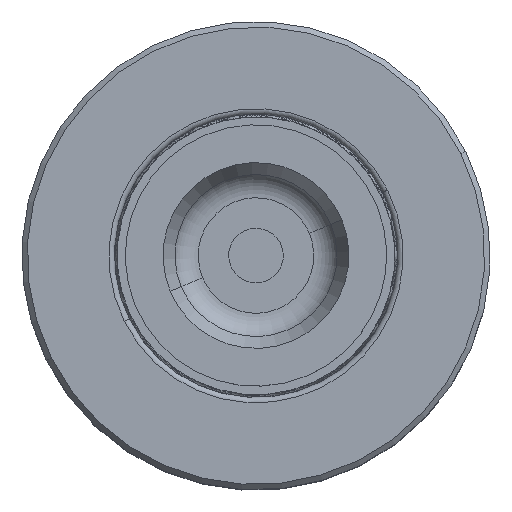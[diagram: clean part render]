
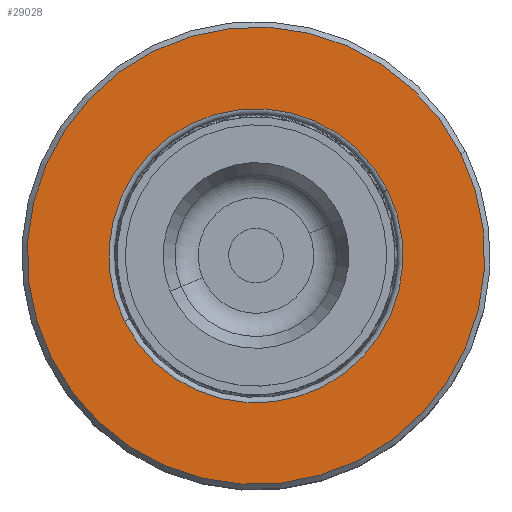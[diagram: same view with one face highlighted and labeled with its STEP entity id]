
A CAD part, top view. The second image highlights one B-rep face of the part: STEP entity #29028.
In plain terms, the highlighted face is planar.
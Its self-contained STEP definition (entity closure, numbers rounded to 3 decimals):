
#1873 = ORIENTED_EDGE ( 'NONE', *, *, #14955, .F. ) ;
#2126 = EDGE_CURVE ( 'NONE', #34987, #35318, #34663, .T. ) ;
#2417 = CIRCLE ( 'NONE', #13097, 13.5 ) ;
#3002 = DIRECTION ( 'NONE',  ( 0., 1., 0. ) ) ;
#4373 = CIRCLE ( 'NONE', #38213, 21. ) ;
#4569 = AXIS2_PLACEMENT_3D ( 'NONE', #37261, #12349, #21724 ) ;
#4930 = CARTESIAN_POINT ( 'NONE',  ( 0., 15.687, 0. ) ) ;
#5418 = CIRCLE ( 'NONE', #4569, 21. ) ;
#6297 = CARTESIAN_POINT ( 'NONE',  ( 0., 15.687, 0. ) ) ;
#8222 = VERTEX_POINT ( 'NONE', #39274 ) ;
#8897 = CARTESIAN_POINT ( 'NONE',  ( 21., 15.687, 0. ) ) ;
#9130 = EDGE_LOOP ( 'NONE', ( #15265, #12481 ) ) ;
#10566 = CARTESIAN_POINT ( 'NONE',  ( 0., 15.687, 21. ) ) ;
#10792 = FACE_BOUND ( 'NONE', #9130, .T. ) ;
#12349 = DIRECTION ( 'NONE',  ( 0., -1., 0. ) ) ;
#12481 = ORIENTED_EDGE ( 'NONE', *, *, #2126, .T. ) ;
#13097 = AXIS2_PLACEMENT_3D ( 'NONE', #6297, #21817, #21544 ) ;
#14187 = DIRECTION ( 'NONE',  ( 0., -1., 0. ) ) ;
#14955 = EDGE_CURVE ( 'NONE', #8222, #25476, #5418, .T. ) ;
#15265 = ORIENTED_EDGE ( 'NONE', *, *, #35106, .T. ) ;
#16557 = ORIENTED_EDGE ( 'NONE', *, *, #35408, .F. ) ;
#17049 = DIRECTION ( 'NONE',  ( 0., 0., -1. ) ) ;
#18088 = DIRECTION ( 'NONE',  ( 0., 0., 1. ) ) ;
#19747 = AXIS2_PLACEMENT_3D ( 'NONE', #8897, #3002, #18088 ) ;
#21005 = CARTESIAN_POINT ( 'NONE',  ( 0., 15.687, 13.5 ) ) ;
#21544 = DIRECTION ( 'NONE',  ( 0., 0., -1. ) ) ;
#21724 = DIRECTION ( 'NONE',  ( 0., 0., -1. ) ) ;
#21817 = DIRECTION ( 'NONE',  ( 0., -1., 0. ) ) ;
#23581 = EDGE_LOOP ( 'NONE', ( #1873, #16557 ) ) ;
#25476 = VERTEX_POINT ( 'NONE', #10566 ) ;
#29028 = ADVANCED_FACE ( 'NONE', ( #10792, #30133 ), #30776, .T. ) ;
#29160 = AXIS2_PLACEMENT_3D ( 'NONE', #38694, #35056, #17049 ) ;
#30133 = FACE_OUTER_BOUND ( 'NONE', #23581, .T. ) ;
#30776 = PLANE ( 'NONE',  #19747 ) ;
#32438 = DIRECTION ( 'NONE',  ( 0., 0., -1. ) ) ;
#34663 = CIRCLE ( 'NONE', #29160, 13.5 ) ;
#34987 = VERTEX_POINT ( 'NONE', #21005 ) ;
#35056 = DIRECTION ( 'NONE',  ( 0., -1., 0. ) ) ;
#35106 = EDGE_CURVE ( 'NONE', #35318, #34987, #2417, .T. ) ;
#35318 = VERTEX_POINT ( 'NONE', #38005 ) ;
#35408 = EDGE_CURVE ( 'NONE', #25476, #8222, #4373, .T. ) ;
#37261 = CARTESIAN_POINT ( 'NONE',  ( 0., 15.687, 0. ) ) ;
#38005 = CARTESIAN_POINT ( 'NONE',  ( 0., 15.687, -13.5 ) ) ;
#38213 = AXIS2_PLACEMENT_3D ( 'NONE', #4930, #14187, #32438 ) ;
#38694 = CARTESIAN_POINT ( 'NONE',  ( 0., 15.687, 0. ) ) ;
#39274 = CARTESIAN_POINT ( 'NONE',  ( 0., 15.687, -21. ) ) ;
